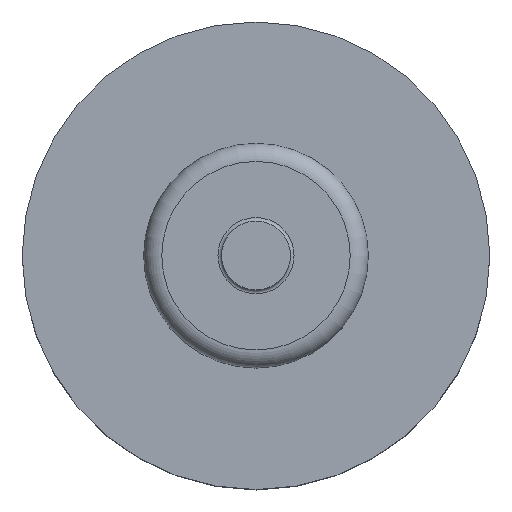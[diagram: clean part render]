
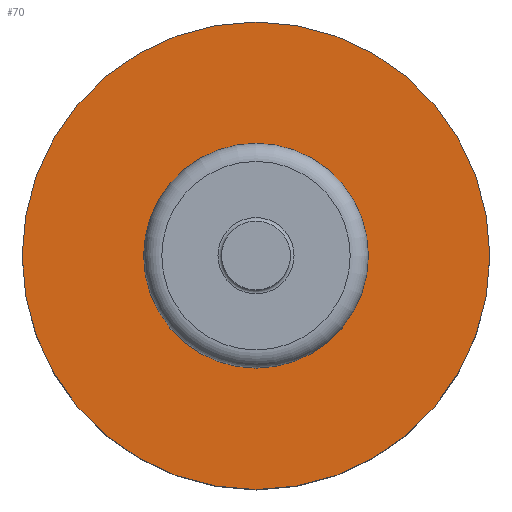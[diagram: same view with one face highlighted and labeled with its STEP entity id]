
A CAD part, top view. The second image highlights one B-rep face of the part: STEP entity #70.
In plain terms, the highlighted planar face has unit normal (0, 0, 1).
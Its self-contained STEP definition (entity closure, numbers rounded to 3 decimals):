
#48=FACE_OUTER_BOUND('',#117,.T.);
#52=PLANE('',#205);
#70=ADVANCED_FACE('',(#48),#52,.T.);
#117=EDGE_LOOP('',(#141));
#141=ORIENTED_EDGE('',*,*,#169,.T.);
#156=VERTEX_POINT('',#295);
#169=EDGE_CURVE('',#156,#156,#181,.T.);
#181=CIRCLE('',#204,6.45);
#204=AXIS2_PLACEMENT_3D('',#294,#251,#252);
#205=AXIS2_PLACEMENT_3D('',#296,#253,#254);
#251=DIRECTION('',(0.,0.,1.));
#252=DIRECTION('',(0.,-1.,0.));
#253=DIRECTION('',(0.,0.,1.));
#254=DIRECTION('',(1.,0.,0.));
#294=CARTESIAN_POINT('',(0.,0.,0.));
#295=CARTESIAN_POINT('',(0.,-6.45,0.));
#296=CARTESIAN_POINT('',(0.,0.,0.));
